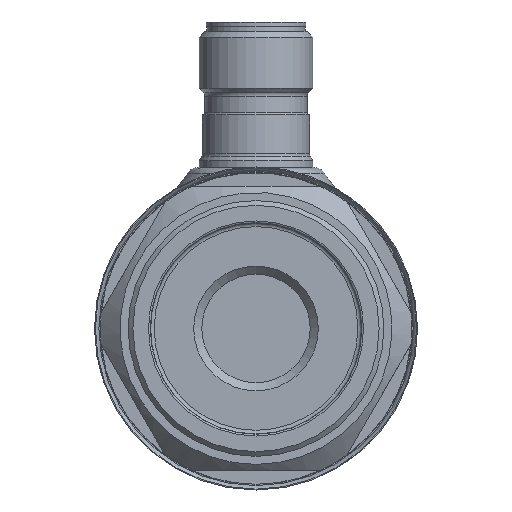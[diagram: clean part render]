
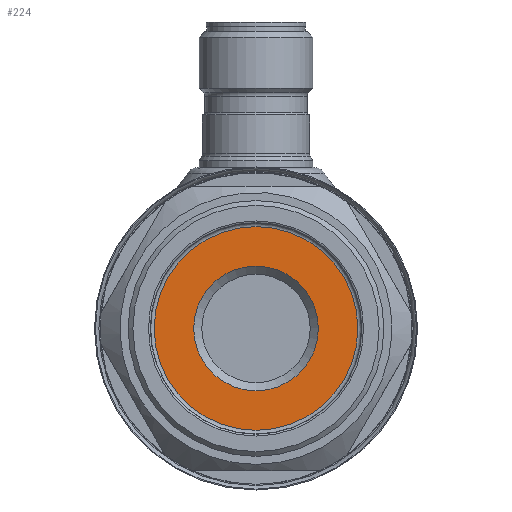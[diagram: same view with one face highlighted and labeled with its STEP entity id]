
A CAD part, front view. The second image highlights one B-rep face of the part: STEP entity #224.
In plain terms, the highlighted planar face has unit normal (0, -1, 0).
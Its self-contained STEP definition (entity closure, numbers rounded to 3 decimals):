
#224 = ADVANCED_FACE( '', ( #619, #620 ), #621, .F. );
#619 = FACE_BOUND( '', #1238, .T. );
#620 = FACE_OUTER_BOUND( '', #1239, .T. );
#621 = PLANE( '', #1240 );
#1238 = EDGE_LOOP( '', ( #1904 ) );
#1239 = EDGE_LOOP( '', ( #1905 ) );
#1240 = AXIS2_PLACEMENT_3D( '', #1906, #1907, #1908 );
#1904 = ORIENTED_EDGE( '', *, *, #3420, .F. );
#1905 = ORIENTED_EDGE( '', *, *, #3421, .T. );
#1906 = CARTESIAN_POINT( '', ( 10.75, 0.5, 0. ) );
#1907 = DIRECTION( '', ( 0., 1., 0. ) );
#1908 = DIRECTION( '', ( 0., 0., 1. ) );
#3420 = EDGE_CURVE( '', #4057, #4057, #4058, .T. );
#3421 = EDGE_CURVE( '', #4059, #4059, #4060, .T. );
#4057 = VERTEX_POINT( '', #5031 );
#4058 = CIRCLE( '', #5032, 6.579 );
#4059 = VERTEX_POINT( '', #5033 );
#4060 = CIRCLE( '', #5034, 10.75 );
#5031 = CARTESIAN_POINT( '', ( 0., 0.5, -6.579 ) );
#5032 = AXIS2_PLACEMENT_3D( '', #6457, #6458, #6459 );
#5033 = CARTESIAN_POINT( '', ( 0., 0.5, -10.75 ) );
#5034 = AXIS2_PLACEMENT_3D( '', #6460, #6461, #6462 );
#6457 = CARTESIAN_POINT( '', ( 0., 0.5, 0. ) );
#6458 = DIRECTION( '', ( 0., -1., 0. ) );
#6459 = DIRECTION( '', ( 0., 0., -1. ) );
#6460 = CARTESIAN_POINT( '', ( 0., 0.5, 0. ) );
#6461 = DIRECTION( '', ( 0., -1., 0. ) );
#6462 = DIRECTION( '', ( 0., 0., -1. ) );
